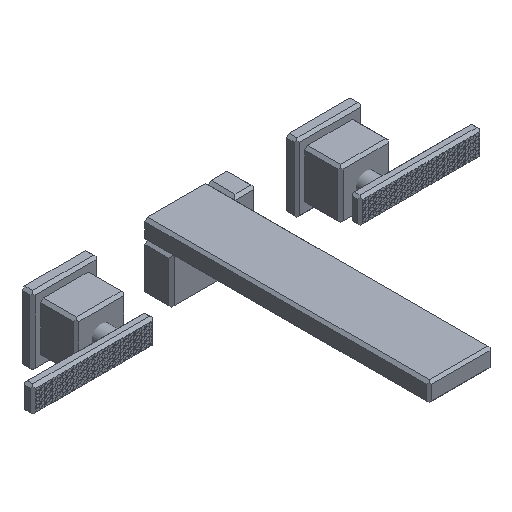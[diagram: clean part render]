
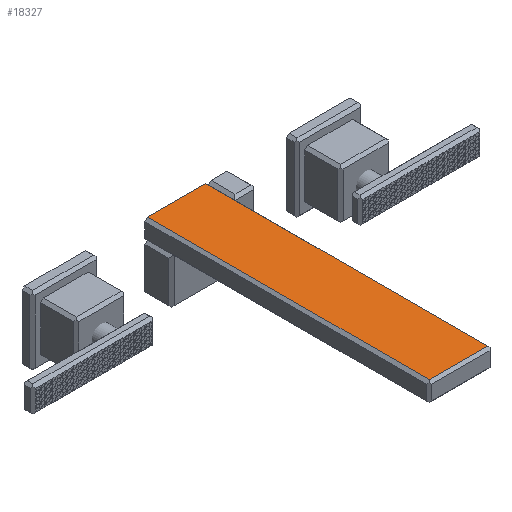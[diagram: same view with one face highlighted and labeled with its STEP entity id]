
A CAD part, isometric view. The second image highlights one B-rep face of the part: STEP entity #18327.
In plain terms, the highlighted face is planar.
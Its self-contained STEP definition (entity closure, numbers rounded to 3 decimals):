
#108=FACE_OUTER_BOUND('',#1340,.T.);
#1340=EDGE_LOOP('',(#11865,#11866,#11867,#11868));
#2573=LINE('',#26050,#5188);
#2587=LINE('',#26077,#5202);
#2588=LINE('',#26080,#5203);
#2589=LINE('',#26081,#5204);
#5188=VECTOR('',#20910,44.);
#5202=VECTOR('',#20932,213.);
#5203=VECTOR('',#20935,44.);
#5204=VECTOR('',#20936,213.);
#7803=VERTEX_POINT('',#26047);
#7804=VERTEX_POINT('',#26049);
#7813=VERTEX_POINT('',#26075);
#7814=VERTEX_POINT('',#26079);
#9215=EDGE_CURVE('',#7804,#7803,#2573,.T.);
#9229=EDGE_CURVE('',#7813,#7803,#2587,.T.);
#9230=EDGE_CURVE('',#7814,#7813,#2588,.T.);
#9231=EDGE_CURVE('',#7814,#7804,#2589,.T.);
#11865=ORIENTED_EDGE('',*,*,#9229,.F.);
#11866=ORIENTED_EDGE('',*,*,#9230,.F.);
#11867=ORIENTED_EDGE('',*,*,#9231,.T.);
#11868=ORIENTED_EDGE('',*,*,#9215,.T.);
#17100=PLANE('',#19646);
#18327=ADVANCED_FACE('',(#108),#17100,.T.);
#19646=AXIS2_PLACEMENT_3D('',#26078,#20933,#20934);
#20910=DIRECTION('',(-1.,0.,0.));
#20932=DIRECTION('',(0.,0.,-1.));
#20933=DIRECTION('center_axis',(0.,1.,0.));
#20934=DIRECTION('ref_axis',(-1.,0.,0.));
#20935=DIRECTION('',(-1.,0.,0.));
#20936=DIRECTION('',(0.,0.,-1.));
#26047=CARTESIAN_POINT('',(-22.,7.5,0.));
#26049=CARTESIAN_POINT('',(22.,7.5,0.));
#26050=CARTESIAN_POINT('',(22.,7.5,0.));
#26075=CARTESIAN_POINT('',(-22.,7.5,213.));
#26077=CARTESIAN_POINT('',(-22.,7.5,213.));
#26078=CARTESIAN_POINT('Origin',(24.,7.5,0.));
#26079=CARTESIAN_POINT('',(22.,7.5,213.));
#26080=CARTESIAN_POINT('',(22.,7.5,213.));
#26081=CARTESIAN_POINT('',(22.,7.5,213.));
